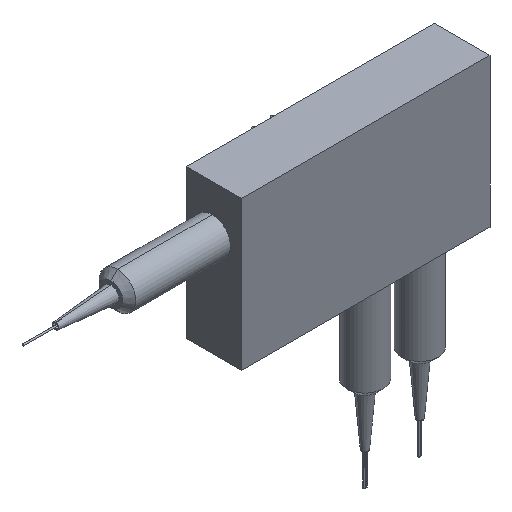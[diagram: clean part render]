
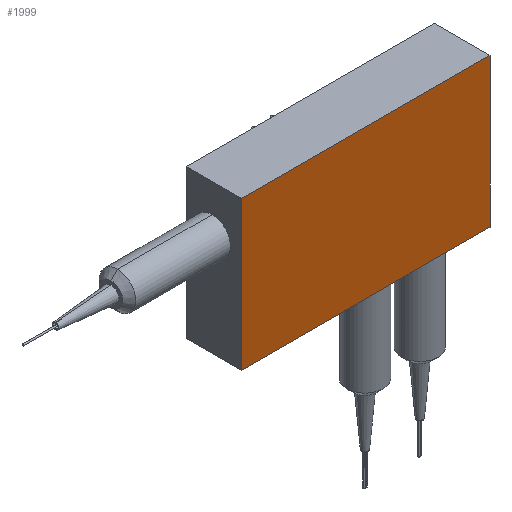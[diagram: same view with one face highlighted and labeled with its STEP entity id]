
A CAD part, isometric view. The second image highlights one B-rep face of the part: STEP entity #1999.
In plain terms, the highlighted planar face has unit normal (0, -1, 0).
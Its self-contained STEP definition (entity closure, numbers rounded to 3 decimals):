
#86 = CARTESIAN_POINT ( 'NONE',  ( 38., 0., -22.8 ) ) ;
#208 = CARTESIAN_POINT ( 'NONE',  ( 0., 0., -22.8 ) ) ;
#291 = LINE ( 'NONE', #304, #811 ) ;
#304 = CARTESIAN_POINT ( 'NONE',  ( 0., 0., 0. ) ) ;
#400 = DIRECTION ( 'NONE',  ( 0., 0., -1. ) ) ;
#564 = ORIENTED_EDGE ( 'NONE', *, *, #1933, .F. ) ;
#584 = DIRECTION ( 'NONE',  ( 0., -1., 0. ) ) ;
#678 = VERTEX_POINT ( 'NONE', #208 ) ;
#697 = LINE ( 'NONE', #1853, #2644 ) ;
#749 = VERTEX_POINT ( 'NONE', #86 ) ;
#750 = FACE_OUTER_BOUND ( 'NONE', #2423, .T. ) ;
#791 = CARTESIAN_POINT ( 'NONE',  ( 0., 0., 0. ) ) ;
#803 = EDGE_CURVE ( 'NONE', #1954, #812, #291, .T. ) ;
#811 = VECTOR ( 'NONE', #2885, 1000. ) ;
#812 = VERTEX_POINT ( 'NONE', #2902 ) ;
#1150 = VECTOR ( 'NONE', #2844, 1000. ) ;
#1223 = PLANE ( 'NONE',  #2775 ) ;
#1680 = EDGE_CURVE ( 'NONE', #812, #749, #2014, .T. ) ;
#1751 = DIRECTION ( 'NONE',  ( 0., 0., -1. ) ) ;
#1853 = CARTESIAN_POINT ( 'NONE',  ( 0., 0., -22.8 ) ) ;
#1933 = EDGE_CURVE ( 'NONE', #678, #1954, #2367, .T. ) ;
#1954 = VERTEX_POINT ( 'NONE', #2859 ) ;
#1999 = ADVANCED_FACE ( 'NONE', ( #750 ), #1223, .T. ) ;
#2014 = LINE ( 'NONE', #2954, #2933 ) ;
#2086 = ORIENTED_EDGE ( 'NONE', *, *, #803, .F. ) ;
#2352 = CARTESIAN_POINT ( 'NONE',  ( 0., 0., 0. ) ) ;
#2367 = LINE ( 'NONE', #2352, #1150 ) ;
#2423 = EDGE_LOOP ( 'NONE', ( #564, #2895, #3014, #2086 ) ) ;
#2544 = DIRECTION ( 'NONE',  ( -1., 0., 0. ) ) ;
#2644 = VECTOR ( 'NONE', #2544, 1000. ) ;
#2764 = EDGE_CURVE ( 'NONE', #749, #678, #697, .T. ) ;
#2775 = AXIS2_PLACEMENT_3D ( 'NONE', #791, #584, #1751 ) ;
#2844 = DIRECTION ( 'NONE',  ( 0., 0., 1. ) ) ;
#2859 = CARTESIAN_POINT ( 'NONE',  ( 0., 0., 0. ) ) ;
#2885 = DIRECTION ( 'NONE',  ( 1., 0., 0. ) ) ;
#2895 = ORIENTED_EDGE ( 'NONE', *, *, #2764, .F. ) ;
#2902 = CARTESIAN_POINT ( 'NONE',  ( 38., 0., 0. ) ) ;
#2933 = VECTOR ( 'NONE', #400, 1000. ) ;
#2954 = CARTESIAN_POINT ( 'NONE',  ( 38., 0., 0. ) ) ;
#3014 = ORIENTED_EDGE ( 'NONE', *, *, #1680, .F. ) ;
